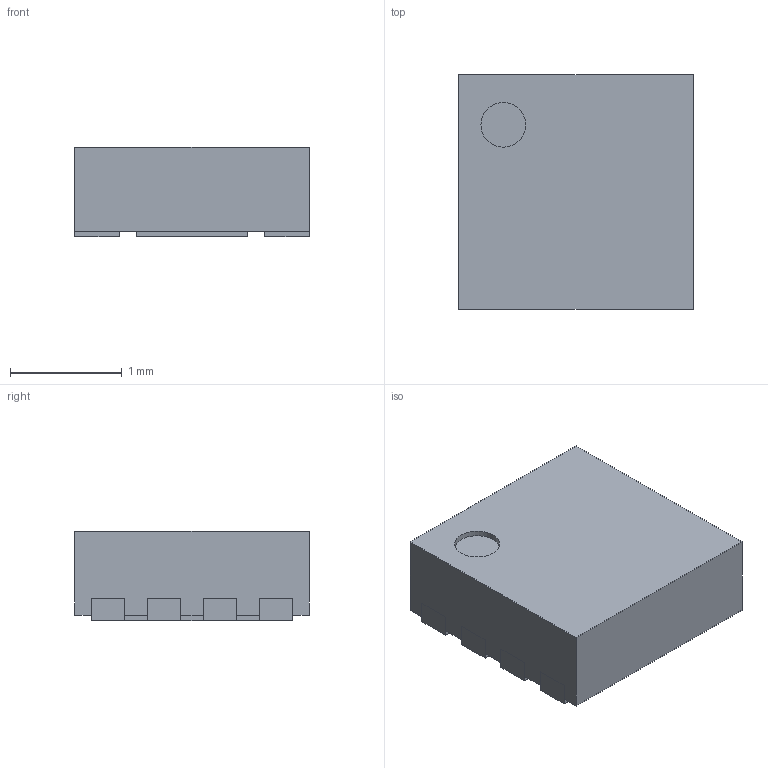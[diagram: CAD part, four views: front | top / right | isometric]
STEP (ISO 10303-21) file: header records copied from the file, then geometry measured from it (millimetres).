
FILE_DESCRIPTION(/* description */ (''),/* implementation_level */ '2;1');
FILE_NAME(/* name */ 'SON50P200X200X80-9N-R100X170.stp',/* time_stamp */ '2015-07-17T11:35:42+02:00',/* author */ ('bcivel'),/* organization */ (''),/* preprocessor_version */ 'ST-DEVELOPER v15.5',/* originating_system */ 'AutoCAD Mechanical',/* authorisation */ '');
FILE_SCHEMA (('AUTOMOTIVE_DESIGN { 1 0 10303 214 3 1 1 }'));
Length unit declared in the file: millimetre
Products named in the file (1): Product
Bounding box: 2.1 x 2.1 x 0.8 mm (x, y, z)
Volume: 3.4 mm3; surface area: 24 mm2
Topology: 10 solids, 10 shells, 94 faces, 219 edges, 146 vertices
Faces by surface type: plane 93, cylinder 1
Full cylindrical faces by diameter (mm): 0.4 x1
Entity records: 2650 total; most frequent: CARTESIAN_POINT 459, ORIENTED_EDGE 436, DIRECTION 410, EDGE_CURVE 218, LINE 216, VECTOR 216, VERTEX_POINT 146, AXIS2_PLACEMENT_3D 97
